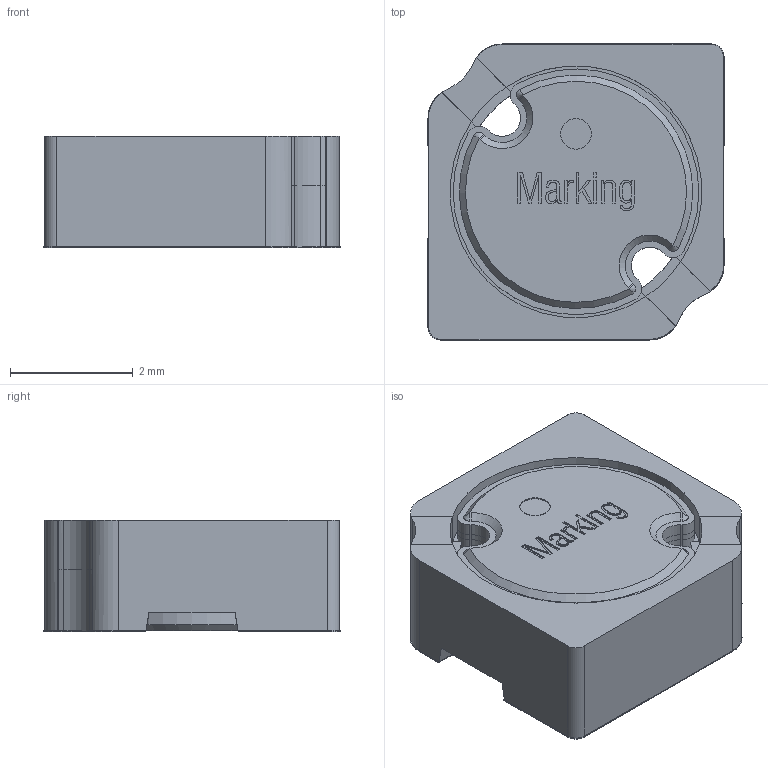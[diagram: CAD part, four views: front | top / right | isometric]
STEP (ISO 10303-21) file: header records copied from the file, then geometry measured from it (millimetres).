
FILE_DESCRIPTION( ( 'Unknown' ), '1' );
FILE_NAME( '74408941xx.stp', 'Unknown', ( 'Unknown' ), ( 'Unknown' ), 'PSStep 13.0', 'Unknown', ' ' );
FILE_SCHEMA( ( 'AUTOMOTIVE_DESIGN { 1 0 10303 214 1 1 1 1 }' ) );
Length unit declared in the file: millimetre
Products named in the file (4): Assem1; T13SH ARI; KL45 DR; pad
Bounding box: 4.82 x 4.82 x 1.81 mm (x, y, z)
Surface area: 278 mm2
Topology: 7 solids, 7 shells, 402 faces, 1074 edges, 706 vertices
Faces by surface type: plane 266, cylinder 90, extrusion 24, cone 18, torus 4
Full cylindrical faces by diameter (mm): 0.5 x2, 1.8 x2, 2.8 x2, 3.8 x2
Entity records: 7674 total; most frequent: CARTESIAN_POINT 1581, ORIENTED_EDGE 988, DIRECTION 842, EDGE_CURVE 494, VERTEX_POINT 332, AXIS2_PLACEMENT_3D 295, VECTOR 252, LINE 240
